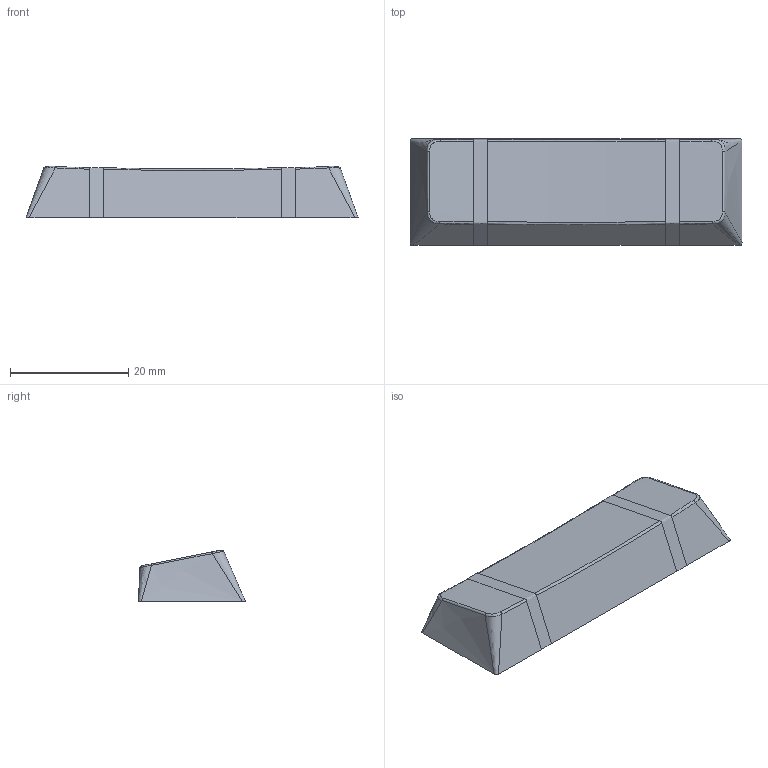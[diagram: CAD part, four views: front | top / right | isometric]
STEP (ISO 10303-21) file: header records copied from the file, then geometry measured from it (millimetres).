
FILE_DESCRIPTION(/* description */ ('','CAx-IF Rec.Pracs.---Representation and Presentation of Product Manufacturing Information (PMI)---4.0---2014-10-13'),/* implementation_level */ '2;1');
FILE_NAME(/* name */ 'R4_3u_2x.step',/* time_stamp */ '2025-01-12T11:08:54+01:00',/* author */ (''),/* organization */ (''),/* preprocessor_version */ 'ST-DEVELOPER v20',/* originating_system */ 'Autodesk Translation Framework v13.20.0.188',/* authorisation */ '');
FILE_SCHEMA (('AP242_MANAGED_MODEL_BASED_3D_ENGINEERING_MIM_LF { 1 0 10303 442 1 1 4 }'));
Length unit declared in the file: millimetre
Products named in the file (1): R4_2.75u
Bounding box: 56.2 x 18.11 x 8.7 mm (x, y, z)
Volume: 2403.6 mm3; surface area: 4029.6 mm2
Topology: 1 solids, 1 shells, 188 faces, 465 edges, 282 vertices
Faces by surface type: plane 160, bspline 22, cylinder 6
Full cylindrical faces by diameter (mm): 5.5 x3
Entity records: 6854 total; most frequent: CARTESIAN_POINT 2535, ORIENTED_EDGE 930, DIRECTION 793, EDGE_CURVE 465, LINE 371, VECTOR 371, VERTEX_POINT 282, AXIS2_PLACEMENT_3D 211
